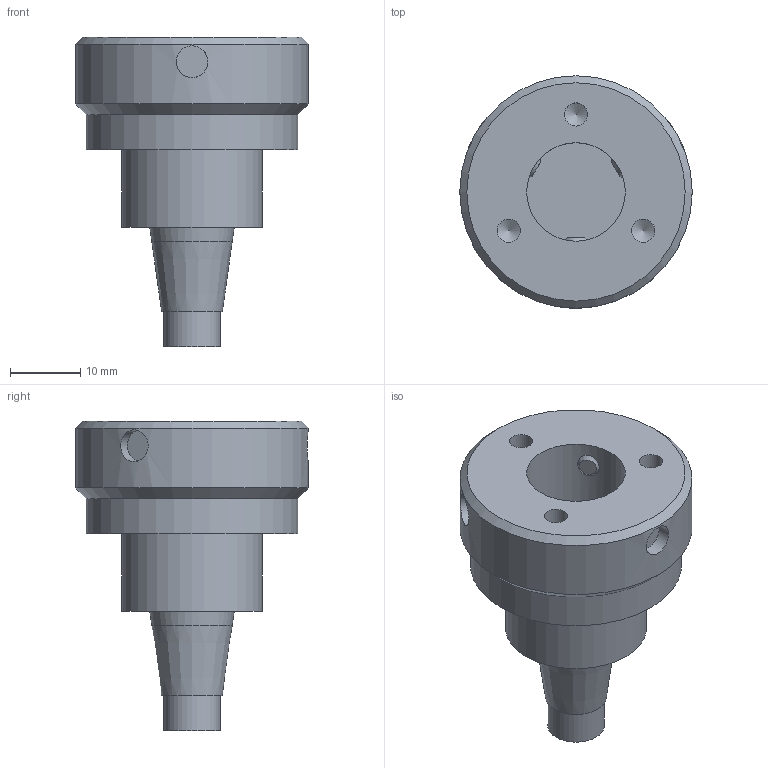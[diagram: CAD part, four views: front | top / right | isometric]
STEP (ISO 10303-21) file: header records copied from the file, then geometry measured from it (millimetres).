
FILE_DESCRIPTION(/* description */ (''),/* implementation_level */ '2;1');
FILE_NAME(/* name */ 'W9990288_stp.stp',/* time_stamp */ '2017-05-05T15:47:01+02:00',/* author */ (''),/* organization */ (''),/* preprocessor_version */ 'ST-DEVELOPER v15',/* originating_system */ 'SIEMENS PLM Software NX 9.0',/* authorisation */ '');
FILE_SCHEMA (('AUTOMOTIVE_DESIGN { 1 0 10303 214 3 1 1 1 }'));
Length unit declared in the file: millimetre
Products named in the file (1): reic1D6440F2grxe
Bounding box: 33 x 33 x 44 mm (x, y, z)
Volume: 15608.4 mm3; surface area: 5162 mm2
Topology: 1 solids, 1 shells, 33 faces, 67 edges, 46 vertices
Faces by surface type: plane 12, cylinder 11, cone 10
Full cylindrical faces by diameter (mm): 3.3 x3, 4.5 x3, 8 x1, 14 x1, 20 x1, 30 x1, 33 x1
Entity records: 1110 total; most frequent: CARTESIAN_POINT 483, DIRECTION 120, FACE_BOUND 75, EDGE_LOOP 64, ORIENTED_EDGE 64, AXIS2_PLACEMENT_3D 60, VERTEX_POINT 51, ADVANCED_FACE 33
